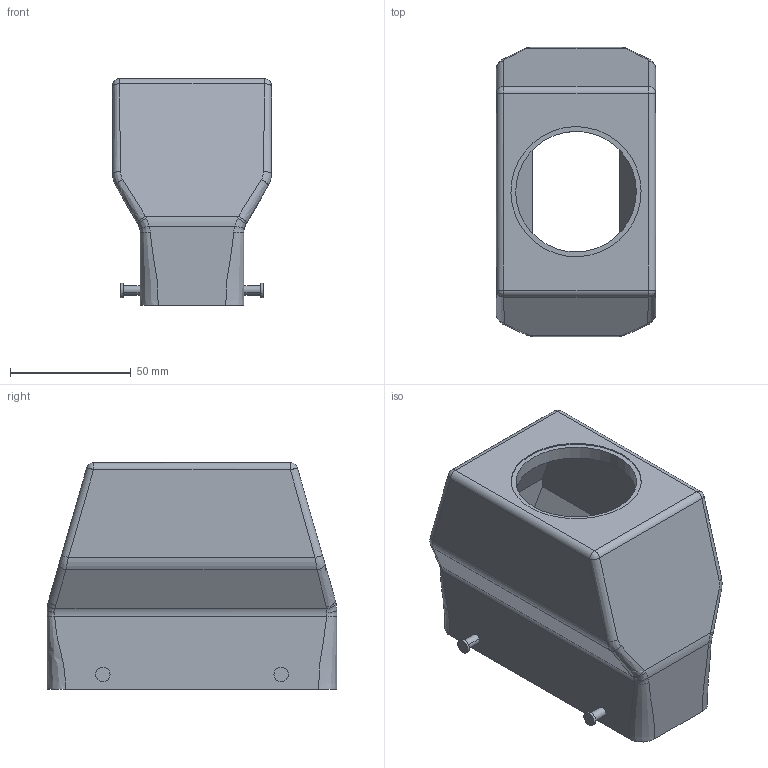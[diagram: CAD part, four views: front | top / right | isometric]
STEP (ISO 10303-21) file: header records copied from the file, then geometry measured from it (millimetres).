
FILE_DESCRIPTION(('CATIA V5 STEP Exchange','CAx-IF Rec.Pracs.--- Model Styling and Organization---1.4--- 2014-01-23'),'2;1');
FILE_NAME ('13429355_2', '2019-07-25T13:52:29+00:00', ('none'), ('Weidmueller'), 'CATIA Version 5-6 Release 2016 SP3 HF44', 'CATIA V5 STEP AP214', 'none');
FILE_SCHEMA(('AUTOMOTIVE_DESIGN { 1 0 10303 214 1 1 1 1 }'));
Length unit declared in the file: millimetre
Products named in the file (1): 1111140000
Bounding box: 66 x 120 x 94 mm (x, y, z)
Volume: 151794.6 mm3; surface area: 66966.7 mm2
Topology: 1 solids, 1 shells, 128 faces, 302 edges, 186 vertices
Faces by surface type: cylinder 50, plane 48, bspline 26, sphere 4
Entity records: 6183 total; most frequent: CARTESIAN_POINT 3585, ORIENTED_EDGE 596, DIRECTION 375, EDGE_CURVE 298, VERTEX_POINT 186, AXIS2_PLACEMENT_3D 161, EDGE_LOOP 144, VECTOR 134
